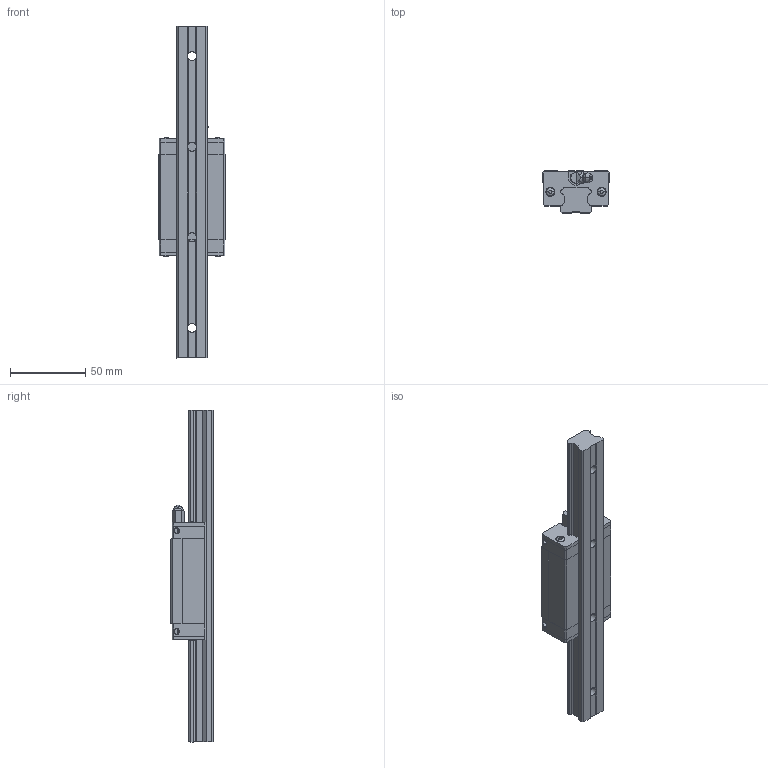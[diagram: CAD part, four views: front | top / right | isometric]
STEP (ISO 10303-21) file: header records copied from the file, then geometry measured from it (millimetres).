
FILE_DESCRIPTION (( 'STEP AP203' ), '1' );
FILE_NAME ('SBI 20 CL.STEP', '2015-01-09T06:47:11', ( 'star' ), ( '' ), 'SwSTEP 2.0', 'SolidWorks 2013', '' );
FILE_SCHEMA (( 'CONFIG_CONTROL_DESIGN' ));
Length unit declared in the file: millimetre
Products named in the file (7): DEFAULT_4; SBI 20 CL; DEFAULT_2; DEFAULT_5; DEFAULT_3; A2N; DEFAULT_1
Assembly tree (11 placements, depth 2):
  SBI 20 CL
    DEFAULT_1
    DEFAULT_2
    DEFAULT_3  x2
    DEFAULT_4  x2
    DEFAULT_5  x4
    A2N
Bounding box: 44 x 28 x 220 mm (x, y, z)
Volume: 122423.2 mm3; surface area: 40234.9 mm2
Topology: 11 solids, 11 shells, 456 faces, 1156 edges, 740 vertices
Faces by surface type: plane 266, cylinder 126, cone 33, bspline 23, torus 8
Entity records: 10422 total; most frequent: CARTESIAN_POINT 2068, ORIENTED_EDGE 1564, DIRECTION 1551, EDGE_CURVE 782, AXIS2_PLACEMENT_3D 520, LINE 511, VECTOR 511, VERTEX_POINT 504
